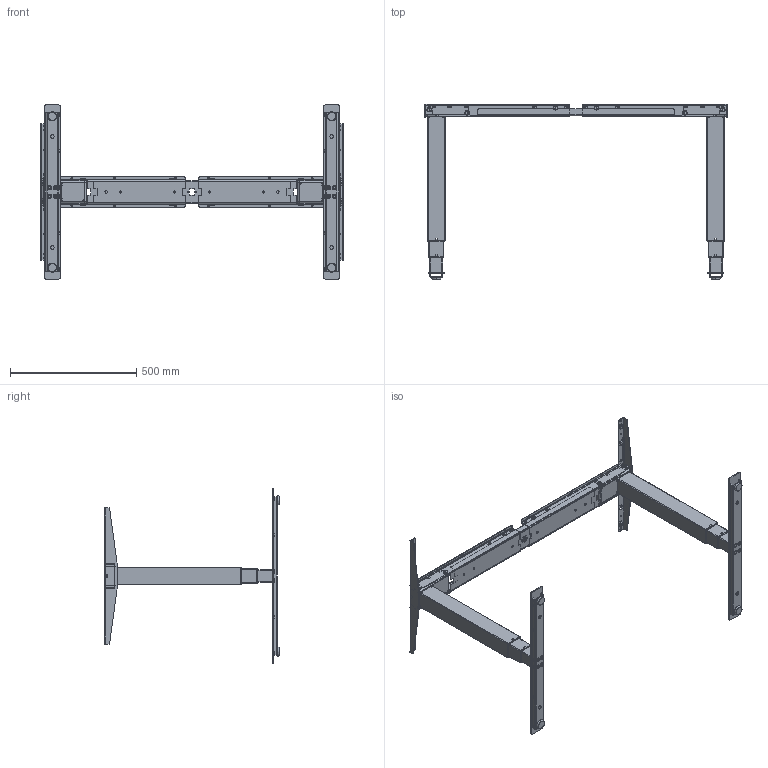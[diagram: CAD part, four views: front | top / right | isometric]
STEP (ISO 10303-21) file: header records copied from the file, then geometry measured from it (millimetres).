
FILE_DESCRIPTION (( 'STEP AP203' ), '1' );
FILE_NAME ('QU23AAxxxxxxx_Fl115.STEP', '2017-12-08T10:15:21', ( '' ), ( '' ), 'SwSTEP 2.0', 'SolidWorks 2015', '' );
FILE_SCHEMA (( 'CONFIG_CONTROL_DESIGN' ));
Products named in the file (1): QU23AAxxxxxxx_Fl115
Bounding box: 1200 x 694.7 x 690 mm (x, y, z)
Surface area: 1620802.3 mm2 (no closed solid volume)
Topology: 0 solids, 169 shells, 1580 faces, 6840 edges, 5282 vertices
Faces by surface type: plane 754, cylinder 614, torus 84, cone 60, bspline 36, sphere 32
Entity records: 70675 total; most frequent: CARTESIAN_POINT 17049, DIRECTION 11086, ORIENTED_EDGE 9634, EDGE_CURVE 6832, VERTEX_POINT 5282, VECTOR 4128, LINE 4128, AXIS2_PLACEMENT_3D 3479
